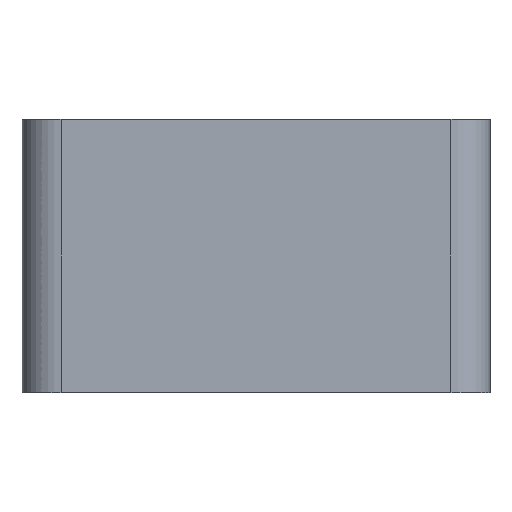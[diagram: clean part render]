
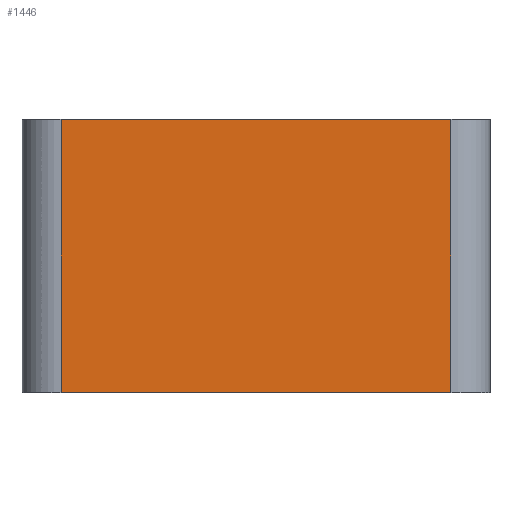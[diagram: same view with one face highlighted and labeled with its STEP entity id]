
A CAD part, left-side view. The second image highlights one B-rep face of the part: STEP entity #1446.
In plain terms, the highlighted planar face has unit normal (-1, 0, 0).
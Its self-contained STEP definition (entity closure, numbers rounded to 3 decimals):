
#31 = CARTESIAN_POINT ( 'NONE',  ( -43., 10., 45.798 ) ) ;
#67 = DIRECTION ( 'NONE',  ( 0., 0., -1. ) ) ;
#289 = LINE ( 'NONE', #1355, #365 ) ;
#324 = LINE ( 'NONE', #1972, #1560 ) ;
#332 = EDGE_CURVE ( 'NONE', #502, #1209, #324, .T. ) ;
#365 = VECTOR ( 'NONE', #422, 1000. ) ;
#422 = DIRECTION ( 'NONE',  ( 0., 0., -1. ) ) ;
#448 = ORIENTED_EDGE ( 'NONE', *, *, #1695, .T. ) ;
#487 = DIRECTION ( 'NONE',  ( 1., 0., 0. ) ) ;
#502 = VERTEX_POINT ( 'NONE', #678 ) ;
#566 = DIRECTION ( 'NONE',  ( 0., -1., 0. ) ) ;
#658 = CARTESIAN_POINT ( 'NONE',  ( -43., 10., 14. ) ) ;
#678 = CARTESIAN_POINT ( 'NONE',  ( -43., -10., 14. ) ) ;
#698 = CARTESIAN_POINT ( 'NONE',  ( -43., 10., 45.798 ) ) ;
#797 = PLANE ( 'NONE',  #1395 ) ;
#865 = VECTOR ( 'NONE', #67, 1000. ) ;
#911 = ORIENTED_EDGE ( 'NONE', *, *, #1840, .F. ) ;
#936 = VECTOR ( 'NONE', #566, 1000. ) ;
#1127 = EDGE_LOOP ( 'NONE', ( #911, #1938, #448, #1925 ) ) ;
#1160 = VERTEX_POINT ( 'NONE', #1622 ) ;
#1182 = VERTEX_POINT ( 'NONE', #1747 ) ;
#1184 = CARTESIAN_POINT ( 'NONE',  ( -43., 10., 0. ) ) ;
#1209 = VERTEX_POINT ( 'NONE', #658 ) ;
#1355 = CARTESIAN_POINT ( 'NONE',  ( -43., -10., 45.798 ) ) ;
#1395 = AXIS2_PLACEMENT_3D ( 'NONE', #31, #487, #1414 ) ;
#1414 = DIRECTION ( 'NONE',  ( 0., 0., -1. ) ) ;
#1446 = ADVANCED_FACE ( 'NONE', ( #1871 ), #797, .F. ) ;
#1541 = DIRECTION ( 'NONE',  ( 0., 1., 0. ) ) ;
#1560 = VECTOR ( 'NONE', #1541, 1000. ) ;
#1591 = LINE ( 'NONE', #698, #865 ) ;
#1622 = CARTESIAN_POINT ( 'NONE',  ( -43., -10., 0. ) ) ;
#1695 = EDGE_CURVE ( 'NONE', #1209, #1182, #1591, .T. ) ;
#1747 = CARTESIAN_POINT ( 'NONE',  ( -43., 10., 0. ) ) ;
#1778 = LINE ( 'NONE', #1184, #936 ) ;
#1797 = EDGE_CURVE ( 'NONE', #1182, #1160, #1778, .T. ) ;
#1840 = EDGE_CURVE ( 'NONE', #502, #1160, #289, .T. ) ;
#1871 = FACE_OUTER_BOUND ( 'NONE', #1127, .T. ) ;
#1925 = ORIENTED_EDGE ( 'NONE', *, *, #1797, .T. ) ;
#1938 = ORIENTED_EDGE ( 'NONE', *, *, #332, .T. ) ;
#1972 = CARTESIAN_POINT ( 'NONE',  ( -43., 10., 14. ) ) ;
